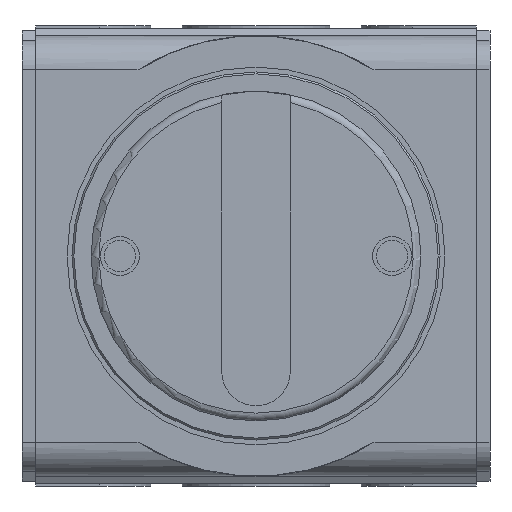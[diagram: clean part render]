
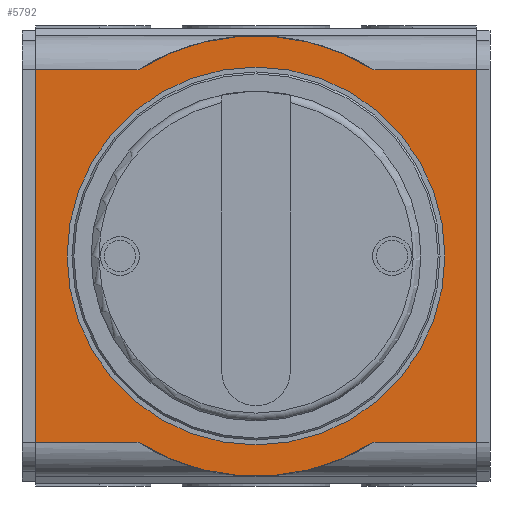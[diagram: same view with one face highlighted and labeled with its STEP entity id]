
A CAD part, front view. The second image highlights one B-rep face of the part: STEP entity #5792.
In plain terms, the highlighted planar face has unit normal (0, -1, 0).
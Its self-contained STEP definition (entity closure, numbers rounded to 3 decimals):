
#164=CIRCLE('',#6101,19.3);
#165=CIRCLE('',#6102,22.5);
#166=CIRCLE('',#6103,22.5);
#522=ORIENTED_EDGE('',*,*,#1645,.F.);
#523=ORIENTED_EDGE('',*,*,#1542,.T.);
#524=ORIENTED_EDGE('',*,*,#1646,.T.);
#525=ORIENTED_EDGE('',*,*,#1548,.T.);
#526=ORIENTED_EDGE('',*,*,#1622,.T.);
#527=ORIENTED_EDGE('',*,*,#1550,.F.);
#528=ORIENTED_EDGE('',*,*,#1647,.T.);
#529=ORIENTED_EDGE('',*,*,#1556,.F.);
#530=ORIENTED_EDGE('',*,*,#1592,.F.);
#1542=EDGE_CURVE('',#2118,#2116,#2477,.T.);
#1548=EDGE_CURVE('',#2120,#2122,#2480,.T.);
#1550=EDGE_CURVE('',#2123,#2125,#2481,.T.);
#1556=EDGE_CURVE('',#2129,#2127,#2484,.T.);
#1592=EDGE_CURVE('',#2118,#2129,#2514,.T.);
#1622=EDGE_CURVE('',#2122,#2125,#2540,.T.);
#1645=EDGE_CURVE('',#2202,#2202,#164,.T.);
#1646=EDGE_CURVE('',#2116,#2120,#165,.T.);
#1647=EDGE_CURVE('',#2123,#2127,#166,.T.);
#2116=VERTEX_POINT('',#7925);
#2118=VERTEX_POINT('',#7928);
#2120=VERTEX_POINT('',#7940);
#2122=VERTEX_POINT('',#7944);
#2123=VERTEX_POINT('',#7954);
#2125=VERTEX_POINT('',#7957);
#2127=VERTEX_POINT('',#7969);
#2129=VERTEX_POINT('',#7973);
#2202=VERTEX_POINT('',#8144);
#2477=LINE('',#7927,#2887);
#2480=LINE('',#7945,#2890);
#2481=LINE('',#7956,#2891);
#2484=LINE('',#7974,#2894);
#2514=LINE('',#8043,#2924);
#2540=LINE('',#8099,#2950);
#2887=VECTOR('',#6610,1000.);
#2890=VECTOR('',#6619,1000.);
#2891=VECTOR('',#6622,1000.);
#2894=VECTOR('',#6631,1000.);
#2924=VECTOR('',#6675,1000.);
#2950=VECTOR('',#6711,1000.);
#3264=EDGE_LOOP('',(#522));
#3265=EDGE_LOOP('',(#523,#524,#525,#526,#527,#528,#529,#530));
#3586=FACE_BOUND('',#3264,.T.);
#3587=FACE_BOUND('',#3265,.T.);
#3877=PLANE('',#6100);
#5792=ADVANCED_FACE('',(#3586,#3587),#3877,.F.);
#6100=AXIS2_PLACEMENT_3D('',#8142,#6746,#6747);
#6101=AXIS2_PLACEMENT_3D('',#8143,#6748,#6749);
#6102=AXIS2_PLACEMENT_3D('',#8145,#6750,#6751);
#6103=AXIS2_PLACEMENT_3D('',#8146,#6752,#6753);
#6610=DIRECTION('',(-1.,0.,0.));
#6619=DIRECTION('',(-1.,0.,0.));
#6622=DIRECTION('',(-1.,0.,0.));
#6631=DIRECTION('',(-1.,0.,0.));
#6675=DIRECTION('',(0.,0.,-1.));
#6711=DIRECTION('',(0.,0.,-1.));
#6746=DIRECTION('',(0.,1.,0.));
#6747=DIRECTION('',(0.,0.,1.));
#6748=DIRECTION('',(0.,-1.,0.));
#6749=DIRECTION('',(0.,0.,-1.));
#6750=DIRECTION('',(0.,-1.,0.));
#6751=DIRECTION('',(0.,0.,-1.));
#6752=DIRECTION('',(0.,-1.,0.));
#6753=DIRECTION('',(0.,0.,-1.));
#7925=CARTESIAN_POINT('',(12.052,0.,19.));
#7927=CARTESIAN_POINT('',(22.5,0.,19.));
#7928=CARTESIAN_POINT('',(22.5,0.,19.));
#7940=CARTESIAN_POINT('',(-12.052,0.,19.));
#7944=CARTESIAN_POINT('',(-22.5,0.,19.));
#7945=CARTESIAN_POINT('',(22.5,0.,19.));
#7954=CARTESIAN_POINT('',(-12.052,0.,-19.));
#7956=CARTESIAN_POINT('',(22.5,0.,-19.));
#7957=CARTESIAN_POINT('',(-22.5,0.,-19.));
#7969=CARTESIAN_POINT('',(12.052,0.,-19.));
#7973=CARTESIAN_POINT('',(22.5,0.,-19.));
#7974=CARTESIAN_POINT('',(22.5,0.,-19.));
#8043=CARTESIAN_POINT('',(22.5,0.,19.));
#8099=CARTESIAN_POINT('',(-22.5,0.,19.));
#8142=CARTESIAN_POINT('',(22.5,0.,19.));
#8143=CARTESIAN_POINT('',(0.,0.,0.));
#8144=CARTESIAN_POINT('',(0.,0.,-19.3));
#8145=CARTESIAN_POINT('',(0.,0.,0.));
#8146=CARTESIAN_POINT('',(0.,0.,0.));
